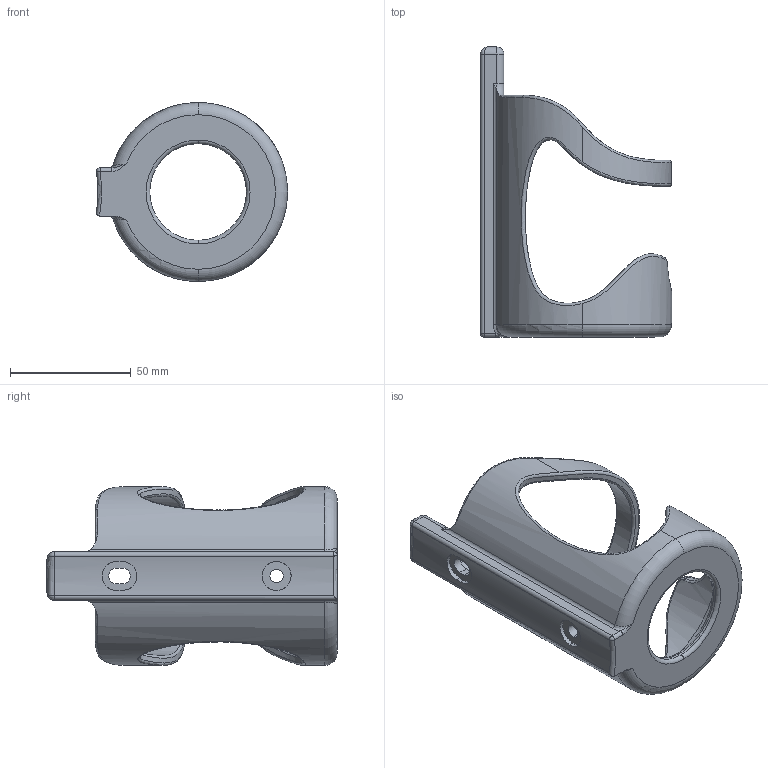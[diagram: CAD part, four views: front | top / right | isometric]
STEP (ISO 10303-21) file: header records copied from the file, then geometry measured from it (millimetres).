
FILE_DESCRIPTION (( 'STEP AP214' ), '1' );
FILE_NAME ('Bike water bottle holder.STEP', '2016-08-31T08:01:22', ( '' ), ( '' ), 'SwSTEP 2.0', 'SolidWorks 2014', '' );
FILE_SCHEMA (( 'AUTOMOTIVE_DESIGN' ));
Length unit declared in the file: millimetre
Products named in the file (1): Bike water bottle holder
Bounding box: 79.07 x 120 x 74 mm (x, y, z)
Volume: 72456.7 mm3; surface area: 32466.8 mm2
Topology: 1 solids, 1 shells, 116 faces, 286 edges, 168 vertices
Faces by surface type: cylinder 41, bspline 32, plane 21, torus 19, sphere 3
Entity records: 9037 total; most frequent: CARTESIAN_POINT 6513, ORIENTED_EDGE 560, DIRECTION 471, EDGE_CURVE 280, AXIS2_PLACEMENT_3D 198, VERTEX_POINT 168, EDGE_LOOP 126, ADVANCED_FACE 116
